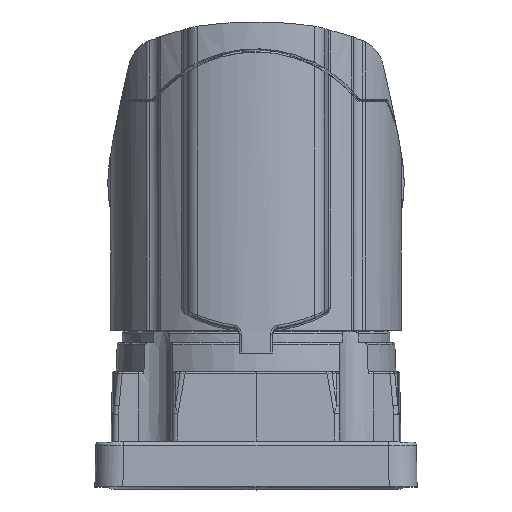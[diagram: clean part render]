
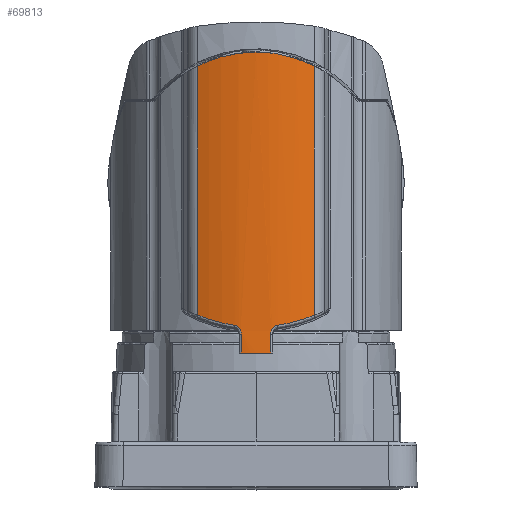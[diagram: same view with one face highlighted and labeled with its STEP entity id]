
A CAD part, top view. The second image highlights one B-rep face of the part: STEP entity #69813.
In plain terms, the highlighted cylindrical face has radius 15 mm (diameter 30 mm), a partial arc.
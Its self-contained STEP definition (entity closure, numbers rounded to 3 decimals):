
#14369=CARTESIAN_POINT('',(0.,37.75,15.));
#14370=CARTESIAN_POINT('',(-0.193,37.75,15.));
#14371=CARTESIAN_POINT('',(-0.58,37.74,
14.993));
#14372=CARTESIAN_POINT('',(-1.16,37.697,
14.959));
#14373=CARTESIAN_POINT('',(-1.739,37.624,
14.903));
#14374=CARTESIAN_POINT('',(-2.32,37.521,
14.823));
#14375=CARTESIAN_POINT('',(-2.9,37.387,
14.721));
#14376=CARTESIAN_POINT('',(-3.48,37.221,
14.595));
#14377=CARTESIAN_POINT('',(-4.058,37.023,
14.445));
#14378=CARTESIAN_POINT('',(-4.636,36.79,
14.27));
#14379=CARTESIAN_POINT('',(-5.019,36.61,
14.137));
#14380=CARTESIAN_POINT('',(-5.21,36.514,
14.066));
#16687=CARTESIAN_POINT('',(5.21,36.514,14.066));
#16689=CARTESIAN_POINT('',(5.21,36.514,14.066));
#16690=CARTESIAN_POINT('',(5.019,36.61,14.137));
#16691=CARTESIAN_POINT('',(4.636,36.79,14.27));
#16692=CARTESIAN_POINT('',(4.058,37.023,14.445));
#16693=CARTESIAN_POINT('',(3.48,37.221,14.595));
#16694=CARTESIAN_POINT('',(2.9,37.387,14.721));
#16695=CARTESIAN_POINT('',(2.32,37.521,14.823));
#16696=CARTESIAN_POINT('',(1.739,37.624,14.903));
#16697=CARTESIAN_POINT('',(1.16,37.697,14.959));
#16698=CARTESIAN_POINT('',(0.58,37.74,
14.993));
#16699=CARTESIAN_POINT('',(0.193,37.75,15.));
#16700=CARTESIAN_POINT('',(0.,37.75,15.));
#17118=DIRECTION('',(0.,-1.,0.));
#17119=VECTOR('',#17118,22.266);
#17120=CARTESIAN_POINT('',(-5.21,36.514,
14.066));
#17121=LINE('',#17120,#17119);
#17142=CARTESIAN_POINT('',(-1.922,13.338,
14.876));
#17166=CARTESIAN_POINT('',(-5.21,14.249,
14.066));
#17173=DIRECTION('',(0.,1.,0.));
#17174=VECTOR('',#17173,1.697);
#17175=CARTESIAN_POINT('',(-1.318,10.85,14.942));
#17176=LINE('',#17175,#17174);
#17177=CARTESIAN_POINT('',(-1.318,12.547,
14.942));
#17178=CARTESIAN_POINT('',(-1.318,12.58,
14.942));
#17179=CARTESIAN_POINT('',(-1.32,12.644,
14.942));
#17180=CARTESIAN_POINT('',(-1.334,12.738,
14.941));
#17181=CARTESIAN_POINT('',(-1.356,12.827,
14.939));
#17182=CARTESIAN_POINT('',(-1.388,12.911,
14.936));
#17183=CARTESIAN_POINT('',(-1.427,12.989,
14.932));
#17184=CARTESIAN_POINT('',(-1.474,13.06,
14.927));
#17185=CARTESIAN_POINT('',(-1.528,13.125,
14.922));
#17186=CARTESIAN_POINT('',(-1.587,13.182,
14.916));
#17187=CARTESIAN_POINT('',(-1.652,13.232,
14.909));
#17188=CARTESIAN_POINT('',(-1.72,13.273,
14.901));
#17189=CARTESIAN_POINT('',(-1.789,13.305,
14.893));
#17190=CARTESIAN_POINT('',(-1.858,13.327,
14.885));
#17191=CARTESIAN_POINT('',(-1.901,13.335,
14.879));
#17192=CARTESIAN_POINT('',(-1.922,13.338,
14.876));
#17194=CARTESIAN_POINT('',(-1.922,13.338,
14.876));
#17195=CARTESIAN_POINT('',(-3.075,13.505,
14.727));
#17196=CARTESIAN_POINT('',(-4.186,13.819,
14.445));
#17197=CARTESIAN_POINT('',(-5.21,14.249,
14.066));
#17199=DIRECTION('',(0.,-1.,0.));
#17200=VECTOR('',#17199,22.266);
#17201=CARTESIAN_POINT('',(5.21,36.514,14.066));
#17202=LINE('',#17201,#17200);
#17203=CARTESIAN_POINT('',(5.21,14.249,14.066));
#17204=CARTESIAN_POINT('',(4.186,13.819,14.445));
#17205=CARTESIAN_POINT('',(3.075,13.505,14.727));
#17206=CARTESIAN_POINT('',(1.922,13.338,14.876));
#17208=CARTESIAN_POINT('',(1.922,13.338,14.876));
#17209=CARTESIAN_POINT('',(1.901,13.335,14.879));
#17210=CARTESIAN_POINT('',(1.857,13.327,14.885));
#17211=CARTESIAN_POINT('',(1.789,13.305,14.893));
#17212=CARTESIAN_POINT('',(1.719,13.273,14.901));
#17213=CARTESIAN_POINT('',(1.651,13.232,14.909));
#17214=CARTESIAN_POINT('',(1.587,13.182,14.916));
#17215=CARTESIAN_POINT('',(1.527,13.124,14.922));
#17216=CARTESIAN_POINT('',(1.474,13.059,14.927));
#17217=CARTESIAN_POINT('',(1.427,12.987,14.932));
#17218=CARTESIAN_POINT('',(1.387,12.909,14.936));
#17219=CARTESIAN_POINT('',(1.356,12.825,14.939));
#17220=CARTESIAN_POINT('',(1.333,12.736,14.941));
#17221=CARTESIAN_POINT('',(1.32,12.643,14.942));
#17222=CARTESIAN_POINT('',(1.318,12.579,14.942));
#17223=CARTESIAN_POINT('',(1.318,12.547,14.942));
#17225=DIRECTION('',(0.,-1.,0.));
#17226=VECTOR('',#17225,1.697);
#17227=CARTESIAN_POINT('',(1.318,12.547,14.942));
#17228=LINE('',#17227,#17226);
#17247=CARTESIAN_POINT('',(0.,10.85,0.));
#17248=DIRECTION('',(0.,1.,0.));
#17249=DIRECTION('',(-0.088,0.,0.996));
#17250=AXIS2_PLACEMENT_3D('',#17247,#17248,#17249);
#17252=CARTESIAN_POINT('',(0.,10.85,0.));
#17253=DIRECTION('',(0.,1.,0.));
#17254=DIRECTION('',(0.,0.,1.));
#17255=AXIS2_PLACEMENT_3D('',#17252,#17253,#17254);
#44929=VERTEX_POINT('',#16687);
#44930=VERTEX_POINT('',#16700);
#44983=VERTEX_POINT('',#14380);
#45012=VERTEX_POINT('',#17142);
#45013=VERTEX_POINT('',#17177);
#45014=VERTEX_POINT('',#17166);
#45015=CARTESIAN_POINT('',(-1.318,10.85,14.942));
#45016=VERTEX_POINT('',#45015);
#45017=CARTESIAN_POINT('',(5.21,14.249,14.066));
#45018=VERTEX_POINT('',#45017);
#45019=VERTEX_POINT('',#17206);
#45020=VERTEX_POINT('',#17223);
#45021=CARTESIAN_POINT('',(1.318,10.85,14.942));
#45022=VERTEX_POINT('',#45021);
#45023=CARTESIAN_POINT('',(0.,10.85,15.));
#45024=VERTEX_POINT('',#45023);
#69787=CARTESIAN_POINT('',(0.,12.65,0.));
#69788=DIRECTION('',(0.,-1.,0.));
#69789=DIRECTION('',(0.,0.,-1.));
#69790=AXIS2_PLACEMENT_3D('',#69787,#69788,#69789);
#69791=CYLINDRICAL_SURFACE('',#69790,15.);
#69793=ORIENTED_EDGE('',*,*,#69792,.T.);
#69794=ORIENTED_EDGE('',*,*,#69778,.T.);
#69795=ORIENTED_EDGE('',*,*,#69679,.T.);
#69796=ORIENTED_EDGE('',*,*,#69590,.F.);
#69797=ORIENTED_EDGE('',*,*,#64970,.F.);
#69798=ORIENTED_EDGE('',*,*,#68803,.F.);
#69800=ORIENTED_EDGE('',*,*,#69799,.T.);
#69802=ORIENTED_EDGE('',*,*,#69801,.T.);
#69804=ORIENTED_EDGE('',*,*,#69803,.T.);
#69806=ORIENTED_EDGE('',*,*,#69805,.T.);
#69808=ORIENTED_EDGE('',*,*,#69807,.F.);
#69810=ORIENTED_EDGE('',*,*,#69809,.F.);
#69811=EDGE_LOOP('',(#69793,#69794,#69795,#69796,#69797,#69798,#69800,#69802,
#69804,#69806,#69808,#69810));
#69812=FACE_OUTER_BOUND('',#69811,.F.);
#14381=B_SPLINE_CURVE_WITH_KNOTS('',3,(#14369,#14370,#14371,#14372,#14373,
#14374,#14375,#14376,#14377,#14378,#14379,#14380),.UNSPECIFIED.,.F.,.F.,(4,1,1,
1,1,1,1,1,1,4),(0.,0.111,0.222,0.333,
0.444,0.556,0.667,0.778,
0.889,1.),.UNSPECIFIED.);
#16701=B_SPLINE_CURVE_WITH_KNOTS('',3,(#16689,#16690,#16691,#16692,#16693,
#16694,#16695,#16696,#16697,#16698,#16699,#16700),.UNSPECIFIED.,.F.,.F.,(4,1,1,
1,1,1,1,1,1,4),(0.,0.111,0.222,0.333,
0.444,0.556,0.667,0.778,
0.889,1.),.UNSPECIFIED.);
#17193=B_SPLINE_CURVE_WITH_KNOTS('',3,(#17177,#17178,#17179,#17180,#17181,
#17182,#17183,#17184,#17185,#17186,#17187,#17188,#17189,#17190,#17191,#17192),
.UNSPECIFIED.,.F.,.F.,(4,1,1,1,1,1,1,1,1,1,1,1,1,4),(0.,0.077,
0.154,0.231,0.308,0.385,
0.462,0.538,0.615,0.692,
0.769,0.846,0.923,1.),.UNSPECIFIED.);
#17198=B_SPLINE_CURVE_WITH_KNOTS('',3,(#17194,#17195,#17196,#17197),
.UNSPECIFIED.,.F.,.F.,(4,4),(0.,1.),.UNSPECIFIED.);
#17207=B_SPLINE_CURVE_WITH_KNOTS('',3,(#17203,#17204,#17205,#17206),
.UNSPECIFIED.,.F.,.F.,(4,4),(0.,1.),.UNSPECIFIED.);
#17224=B_SPLINE_CURVE_WITH_KNOTS('',3,(#17208,#17209,#17210,#17211,#17212,
#17213,#17214,#17215,#17216,#17217,#17218,#17219,#17220,#17221,#17222,#17223),
.UNSPECIFIED.,.F.,.F.,(4,1,1,1,1,1,1,1,1,1,1,1,1,4),(0.,0.077,
0.154,0.231,0.308,0.385,
0.462,0.538,0.615,0.692,
0.769,0.846,0.923,1.),.UNSPECIFIED.);
#17251=CIRCLE('',#17250,15.);
#17256=CIRCLE('',#17255,15.);
#64970=EDGE_CURVE('',#44930,#44983,#14381,.T.);
#68803=EDGE_CURVE('',#44929,#44930,#16701,.T.);
#69590=EDGE_CURVE('',#44983,#45014,#17121,.T.);
#69679=EDGE_CURVE('',#45012,#45014,#17198,.T.);
#69778=EDGE_CURVE('',#45013,#45012,#17193,.T.);
#69792=EDGE_CURVE('',#45016,#45013,#17176,.T.);
#69799=EDGE_CURVE('',#44929,#45018,#17202,.T.);
#69801=EDGE_CURVE('',#45018,#45019,#17207,.T.);
#69803=EDGE_CURVE('',#45019,#45020,#17224,.T.);
#69805=EDGE_CURVE('',#45020,#45022,#17228,.T.);
#69807=EDGE_CURVE('',#45024,#45022,#17256,.T.);
#69809=EDGE_CURVE('',#45016,#45024,#17251,.T.);
#69813=ADVANCED_FACE('',(#69812),#69791,.T.);
